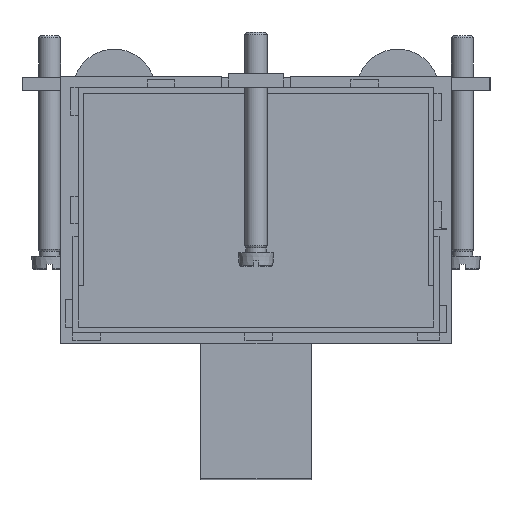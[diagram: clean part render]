
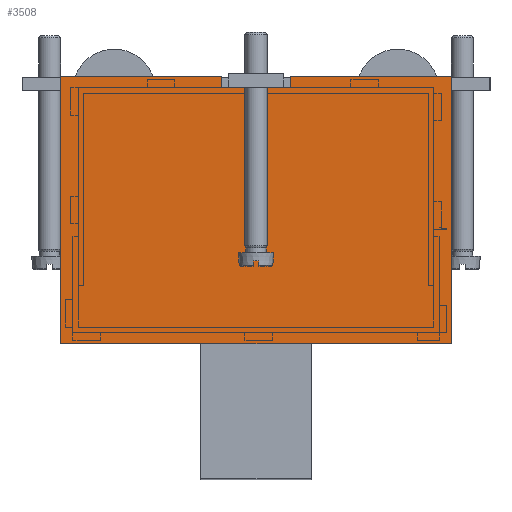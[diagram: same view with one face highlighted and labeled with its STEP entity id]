
A CAD part, top view. The second image highlights one B-rep face of the part: STEP entity #3508.
In plain terms, the highlighted planar face has unit normal (0, 0, 1).
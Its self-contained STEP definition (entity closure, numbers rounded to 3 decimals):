
#415=FACE_OUTER_BOUND('',#640,.T.);
#640=EDGE_LOOP('',(#2926,#2927,#2928,#2929,#2930,#2931,#2932,#2933));
#1013=LINE('',#5747,#1409);
#1017=LINE('',#5755,#1413);
#1020=LINE('',#5761,#1416);
#1028=LINE('',#5777,#1424);
#1031=LINE('',#5783,#1427);
#1033=LINE('',#5786,#1429);
#1034=LINE('',#5789,#1430);
#1036=LINE('',#5792,#1432);
#1409=VECTOR('',#4717,10.);
#1413=VECTOR('',#4723,10.);
#1416=VECTOR('',#4728,10.);
#1424=VECTOR('',#4740,10.);
#1427=VECTOR('',#4745,10.);
#1429=VECTOR('',#4749,10.);
#1430=VECTOR('',#4752,10.);
#1432=VECTOR('',#4756,10.);
#1706=VERTEX_POINT('',#5745);
#1707=VERTEX_POINT('',#5746);
#1710=VERTEX_POINT('',#5754);
#1712=VERTEX_POINT('',#5760);
#1718=VERTEX_POINT('',#5776);
#1719=VERTEX_POINT('',#5780);
#1720=VERTEX_POINT('',#5782);
#1721=VERTEX_POINT('',#5788);
#2113=EDGE_CURVE('',#1706,#1707,#1013,.T.);
#2117=EDGE_CURVE('',#1710,#1706,#1017,.T.);
#2120=EDGE_CURVE('',#1712,#1710,#1020,.T.);
#2128=EDGE_CURVE('',#1718,#1712,#1028,.T.);
#2131=EDGE_CURVE('',#1720,#1719,#1031,.T.);
#2133=EDGE_CURVE('',#1707,#1720,#1033,.T.);
#2134=EDGE_CURVE('',#1721,#1718,#1034,.T.);
#2136=EDGE_CURVE('',#1719,#1721,#1036,.T.);
#2926=ORIENTED_EDGE('',*,*,#2113,.T.);
#2927=ORIENTED_EDGE('',*,*,#2133,.T.);
#2928=ORIENTED_EDGE('',*,*,#2131,.T.);
#2929=ORIENTED_EDGE('',*,*,#2136,.T.);
#2930=ORIENTED_EDGE('',*,*,#2134,.T.);
#2931=ORIENTED_EDGE('',*,*,#2128,.T.);
#2932=ORIENTED_EDGE('',*,*,#2120,.T.);
#2933=ORIENTED_EDGE('',*,*,#2117,.T.);
#3299=PLANE('',#3940);
#3508=ADVANCED_FACE('',(#415),#3299,.T.);
#3940=AXIS2_PLACEMENT_3D('',#5793,#4757,#4758);
#4717=DIRECTION('',(0.,-1.,0.));
#4723=DIRECTION('',(1.,0.,0.));
#4728=DIRECTION('',(0.,1.,0.));
#4740=DIRECTION('',(1.,0.,0.));
#4745=DIRECTION('',(0.,1.,0.));
#4749=DIRECTION('',(1.,0.,0.));
#4752=DIRECTION('',(0.,-1.,0.));
#4756=DIRECTION('',(-1.,0.,0.));
#4757=DIRECTION('center_axis',(0.,0.,1.));
#4758=DIRECTION('ref_axis',(1.,0.,0.));
#5745=CARTESIAN_POINT('',(-0.162,-63.845,2.));
#5746=CARTESIAN_POINT('',(-0.162,-67.845,2.));
#5747=CARTESIAN_POINT('',(-0.162,-41.595,2.));
#5754=CARTESIAN_POINT('',(-25.162,-63.845,2.));
#5755=CARTESIAN_POINT('',(-18.912,-63.845,2.));
#5760=CARTESIAN_POINT('',(-25.162,-67.845,2.));
#5761=CARTESIAN_POINT('',(-25.162,-43.595,2.));
#5776=CARTESIAN_POINT('',(-83.662,-67.845,2.));
#5777=CARTESIAN_POINT('',(58.338,-67.845,2.));
#5780=CARTESIAN_POINT('',(58.338,29.155,2.));
#5782=CARTESIAN_POINT('',(58.338,-67.845,2.));
#5783=CARTESIAN_POINT('',(58.338,29.155,2.));
#5786=CARTESIAN_POINT('',(58.338,-67.845,2.));
#5788=CARTESIAN_POINT('',(-83.662,29.155,2.));
#5789=CARTESIAN_POINT('',(-83.662,-67.845,2.));
#5792=CARTESIAN_POINT('',(-83.662,29.155,2.));
#5793=CARTESIAN_POINT('Origin',(-12.662,-19.345,2.));
